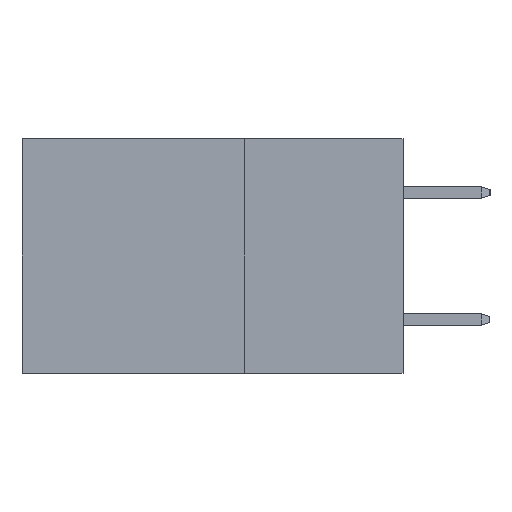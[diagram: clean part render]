
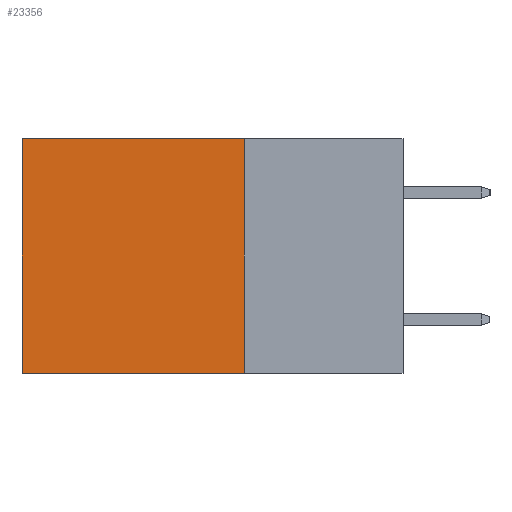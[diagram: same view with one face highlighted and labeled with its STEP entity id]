
A CAD part, left-side view. The second image highlights one B-rep face of the part: STEP entity #23356.
In plain terms, the highlighted planar face has unit normal (-1, 0, 0).
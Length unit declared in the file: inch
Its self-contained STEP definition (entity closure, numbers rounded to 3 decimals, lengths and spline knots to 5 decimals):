
#654 = LINE ( 'NONE', #30214, #36861 ) ;
#3197 = PLANE ( 'NONE',  #31562 ) ;
#3667 = DIRECTION ( 'NONE',  ( 0., 0., -1. ) ) ;
#3836 = ORIENTED_EDGE ( 'NONE', *, *, #21655, .F. ) ;
#6852 = LINE ( 'NONE', #17039, #18703 ) ;
#8954 = LINE ( 'NONE', #45573, #27836 ) ;
#9704 = ORIENTED_EDGE ( 'NONE', *, *, #35704, .T. ) ;
#10422 = DIRECTION ( 'NONE',  ( 0., 1., 0. ) ) ;
#14328 = DIRECTION ( 'NONE',  ( 1., 0., 0. ) ) ;
#14534 = ORIENTED_EDGE ( 'NONE', *, *, #18553, .T. ) ;
#16864 = CARTESIAN_POINT ( 'NONE',  ( 0.2875, 0.6, 0. ) ) ;
#17039 = CARTESIAN_POINT ( 'NONE',  ( 0.2875, 0.25, 0. ) ) ;
#18553 = EDGE_CURVE ( 'NONE', #36534, #43481, #31409, .T. ) ;
#18703 = VECTOR ( 'NONE', #10422, 39.37008 ) ;
#20062 = DIRECTION ( 'NONE',  ( 0., 1., 0. ) ) ;
#20689 = VERTEX_POINT ( 'NONE', #39780 ) ;
#21655 = EDGE_CURVE ( 'NONE', #20689, #26845, #654, .T. ) ;
#23356 = ADVANCED_FACE ( 'NONE', ( #43394 ), #3197, .F. ) ;
#23863 = CARTESIAN_POINT ( 'NONE',  ( 0.2875, 0.6, 0. ) ) ;
#24306 = CARTESIAN_POINT ( 'NONE',  ( 0.2875, 0.25, -0.37 ) ) ;
#26845 = VERTEX_POINT ( 'NONE', #24306 ) ;
#27836 = VECTOR ( 'NONE', #20062, 39.37008 ) ;
#30214 = CARTESIAN_POINT ( 'NONE',  ( 0.2875, 0.25, 0. ) ) ;
#30798 = EDGE_LOOP ( 'NONE', ( #14534, #35414, #3836, #9704 ) ) ;
#31409 = LINE ( 'NONE', #23863, #46534 ) ;
#31562 = AXIS2_PLACEMENT_3D ( 'NONE', #32306, #14328, #3667 ) ;
#32306 = CARTESIAN_POINT ( 'NONE',  ( 0.2875, 0.25, 0. ) ) ;
#35414 = ORIENTED_EDGE ( 'NONE', *, *, #38546, .F. ) ;
#35704 = EDGE_CURVE ( 'NONE', #20689, #36534, #6852, .T. ) ;
#36534 = VERTEX_POINT ( 'NONE', #16864 ) ;
#36861 = VECTOR ( 'NONE', #44154, 39.37008 ) ;
#38240 = DIRECTION ( 'NONE',  ( 0., 0., -1. ) ) ;
#38546 = EDGE_CURVE ( 'NONE', #26845, #43481, #8954, .T. ) ;
#39780 = CARTESIAN_POINT ( 'NONE',  ( 0.2875, 0.25, 0. ) ) ;
#43394 = FACE_OUTER_BOUND ( 'NONE', #30798, .T. ) ;
#43481 = VERTEX_POINT ( 'NONE', #46285 ) ;
#44154 = DIRECTION ( 'NONE',  ( 0., 0., -1. ) ) ;
#45573 = CARTESIAN_POINT ( 'NONE',  ( 0.2875, 0.25, -0.37 ) ) ;
#46285 = CARTESIAN_POINT ( 'NONE',  ( 0.2875, 0.6, -0.37 ) ) ;
#46534 = VECTOR ( 'NONE', #38240, 39.37008 ) ;
